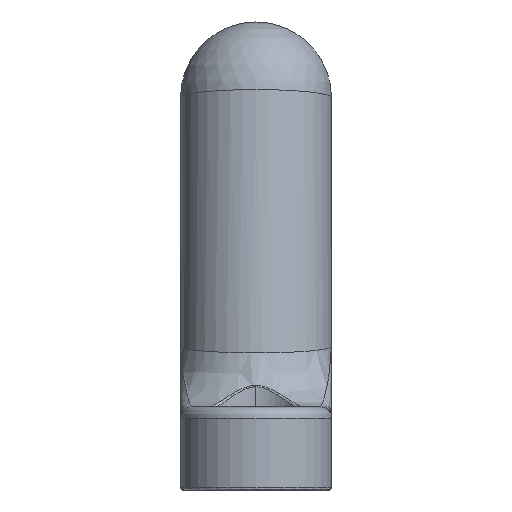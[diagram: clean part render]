
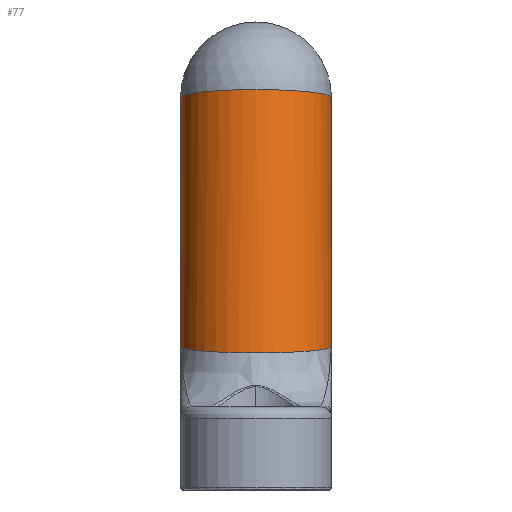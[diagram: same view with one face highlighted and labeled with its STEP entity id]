
A CAD part, left-side view. The second image highlights one B-rep face of the part: STEP entity #77.
In plain terms, the highlighted cylindrical face has radius 10 mm (diameter 20 mm), a partial arc.
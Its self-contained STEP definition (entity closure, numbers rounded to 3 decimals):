
#77=ADVANCED_FACE('',(#494),#493,.T.);
#493=CYLINDRICAL_SURFACE('',#1983,10.);
#494=FACE_OUTER_BOUND('',#1984,.T.);
#1980=CARTESIAN_POINT('',(-62.801,0.,6.601));
#1981=DIRECTION('',(-0.105,0.,-0.995));
#1982=DIRECTION('',(0.994,0.009,-0.105));
#1983=AXIS2_PLACEMENT_3D('',#1980,#1981,#1982);
#1984=EDGE_LOOP('',(#2782,#2783,#2784,#2785));
#2782=ORIENTED_EDGE('',*,*,#3090,.F.);
#2783=ORIENTED_EDGE('',*,*,#3030,.T.);
#2784=ORIENTED_EDGE('',*,*,#3069,.F.);
#2785=ORIENTED_EDGE('',*,*,#3087,.F.);
#3030=EDGE_CURVE('',#3476,#3469,#3477,.T.);
#3069=EDGE_CURVE('',#3729,#3469,#3736,.T.);
#3087=EDGE_CURVE('',#3852,#3729,#3853,.T.);
#3090=EDGE_CURVE('',#3476,#3852,#3872,.T.);
#3469=VERTEX_POINT('',#4721);
#3476=VERTEX_POINT('',#4734);
#3477=(BOUNDED_CURVE() B_SPLINE_CURVE(2,(#4735,#4736,#4737,#4738,#4739),.UNSPECIFIED.,.F.,.F.) B_SPLINE_CURVE_WITH_KNOTS((3,2,3),(-4.712,-3.142,-1.571),.UNSPECIFIED.) CURVE() GEOMETRIC_REPRESENTATION_ITEM() RATIONAL_B_SPLINE_CURVE((1.,0.707,1.,0.707,1.)) REPRESENTATION_ITEM('') );
#3729=VERTEX_POINT('',#4963);
#3736=LINE('',#4967,#4968);
#3852=VERTEX_POINT('',#5040);
#3853=CIRCLE('',#5044,10.);
#3872=LINE('',#5054,#5055);
#4721=CARTESIAN_POINT('',(-66.963,-10.,-33.));
#4734=CARTESIAN_POINT('',(-66.963,10.,-33.));
#4735=CARTESIAN_POINT('',(-66.963,10.,-33.));
#4736=CARTESIAN_POINT('',(-77.106,10.,-33.836));
#4737=CARTESIAN_POINT('',(-77.106,0.,-33.836));
#4738=CARTESIAN_POINT('',(-77.106,-10.,-33.836));
#4739=CARTESIAN_POINT('',(-66.963,-10.,-33.));
#4963=CARTESIAN_POINT('',(-63.495,-10.,0.));
#4967=CARTESIAN_POINT('',(-63.495,-10.,0.));
#4968=VECTOR('',#4969,33.182);
#4969=DIRECTION('',(-0.105,0.,-0.995));
#5040=CARTESIAN_POINT('',(-63.495,10.,0.));
#5041=CARTESIAN_POINT('',(-63.495,0.,0.));
#5042=DIRECTION('',(0.105,0.,0.995));
#5043=DIRECTION('',(0.,1.,0.));
#5044=AXIS2_PLACEMENT_3D('',#5041,#5042,#5043);
#5054=CARTESIAN_POINT('',(-66.963,10.,-33.));
#5055=VECTOR('',#5056,33.182);
#5056=DIRECTION('',(0.105,0.,0.995));
